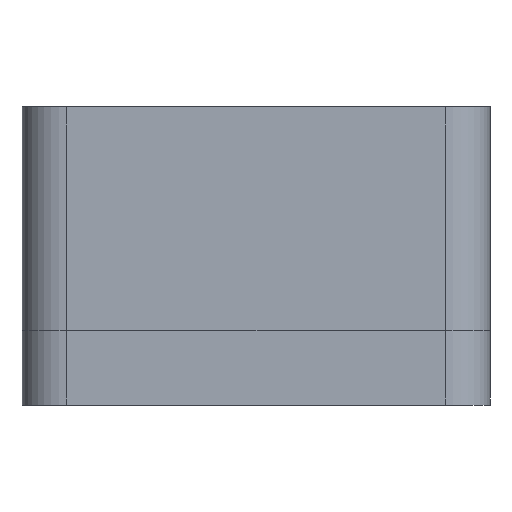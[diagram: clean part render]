
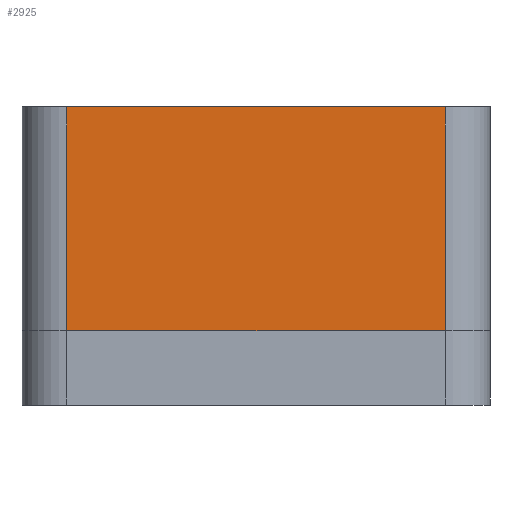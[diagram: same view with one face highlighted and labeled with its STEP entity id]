
A CAD part, left-side view. The second image highlights one B-rep face of the part: STEP entity #2925.
In plain terms, the highlighted planar face has unit normal (-1, 0, 0).
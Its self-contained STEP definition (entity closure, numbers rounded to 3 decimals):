
#269 = PLANE('',#270);
#270 = AXIS2_PLACEMENT_3D('',#271,#272,#273);
#271 = CARTESIAN_POINT('',(-104.5,-50.9,0.));
#272 = DIRECTION('',(-1.,0.,0.));
#273 = DIRECTION('',(0.,1.,0.));
#662 = VERTEX_POINT('',#663);
#663 = CARTESIAN_POINT('',(-104.5,-47.9,5.));
#699 = CYLINDRICAL_SURFACE('',#700,3.);
#700 = AXIS2_PLACEMENT_3D('',#701,#702,#703);
#701 = CARTESIAN_POINT('',(-101.5,-47.9,5.));
#702 = DIRECTION('',(0.,0.,1.));
#703 = DIRECTION('',(0.,-1.,0.));
#983 = EDGE_CURVE('',#662,#984,#986,.T.);
#984 = VERTEX_POINT('',#985);
#985 = CARTESIAN_POINT('',(-104.5,-22.5,5.));
#986 = SURFACE_CURVE('',#987,(#991,#998),.PCURVE_S1.);
#987 = LINE('',#988,#989);
#988 = CARTESIAN_POINT('',(-104.5,-50.9,5.));
#989 = VECTOR('',#990,1.);
#990 = DIRECTION('',(0.,1.,0.));
#991 = PCURVE('',#269,#992);
#992 = DEFINITIONAL_REPRESENTATION('',(#993),#997);
#993 = LINE('',#994,#995);
#994 = CARTESIAN_POINT('',(0.,-5.));
#995 = VECTOR('',#996,1.);
#996 = DIRECTION('',(1.,0.));
#997 = ( GEOMETRIC_REPRESENTATION_CONTEXT(2) 
PARAMETRIC_REPRESENTATION_CONTEXT() REPRESENTATION_CONTEXT('2D SPACE',''
  ) );
#998 = PCURVE('',#999,#1004);
#999 = PLANE('',#1000);
#1000 = AXIS2_PLACEMENT_3D('',#1001,#1002,#1003);
#1001 = CARTESIAN_POINT('',(-104.5,-50.9,5.));
#1002 = DIRECTION('',(-1.,0.,0.));
#1003 = DIRECTION('',(0.,1.,0.));
#1004 = DEFINITIONAL_REPRESENTATION('',(#1005),#1009);
#1005 = LINE('',#1006,#1007);
#1006 = CARTESIAN_POINT('',(0.,0.));
#1007 = VECTOR('',#1008,1.);
#1008 = DIRECTION('',(1.,0.));
#1009 = ( GEOMETRIC_REPRESENTATION_CONTEXT(2) 
PARAMETRIC_REPRESENTATION_CONTEXT() REPRESENTATION_CONTEXT('2D SPACE',''
  ) );
#1216 = CYLINDRICAL_SURFACE('',#1217,3.);
#1217 = AXIS2_PLACEMENT_3D('',#1218,#1219,#1220);
#1218 = CARTESIAN_POINT('',(-101.5,-22.5,5.));
#1219 = DIRECTION('',(0.,0.,1.));
#1220 = DIRECTION('',(0.,1.,0.));
#1898 = PLANE('',#1899);
#1899 = AXIS2_PLACEMENT_3D('',#1900,#1901,#1902);
#1900 = CARTESIAN_POINT('',(-82.338,-27.583,20.));
#1901 = DIRECTION('',(0.,0.,1.));
#1902 = DIRECTION('',(0.,1.,0.));
#2017 = EDGE_CURVE('',#662,#2018,#2020,.T.);
#2018 = VERTEX_POINT('',#2019);
#2019 = CARTESIAN_POINT('',(-104.5,-47.9,20.));
#2020 = SURFACE_CURVE('',#2021,(#2025,#2032),.PCURVE_S1.);
#2021 = LINE('',#2022,#2023);
#2022 = CARTESIAN_POINT('',(-104.5,-47.9,5.));
#2023 = VECTOR('',#2024,1.);
#2024 = DIRECTION('',(0.,0.,1.));
#2025 = PCURVE('',#699,#2026);
#2026 = DEFINITIONAL_REPRESENTATION('',(#2027),#2031);
#2027 = LINE('',#2028,#2029);
#2028 = CARTESIAN_POINT('',(-1.571,0.));
#2029 = VECTOR('',#2030,1.);
#2030 = DIRECTION('',(-0.,1.));
#2031 = ( GEOMETRIC_REPRESENTATION_CONTEXT(2) 
PARAMETRIC_REPRESENTATION_CONTEXT() REPRESENTATION_CONTEXT('2D SPACE',''
  ) );
#2032 = PCURVE('',#999,#2033);
#2033 = DEFINITIONAL_REPRESENTATION('',(#2034),#2038);
#2034 = LINE('',#2035,#2036);
#2035 = CARTESIAN_POINT('',(3.,0.));
#2036 = VECTOR('',#2037,1.);
#2037 = DIRECTION('',(0.,-1.));
#2038 = ( GEOMETRIC_REPRESENTATION_CONTEXT(2) 
PARAMETRIC_REPRESENTATION_CONTEXT() REPRESENTATION_CONTEXT('2D SPACE',''
  ) );
#2925 = ADVANCED_FACE('',(#2926),#999,.T.);
#2926 = FACE_BOUND('',#2927,.T.);
#2927 = EDGE_LOOP('',(#2928,#2951,#2972,#2973));
#2928 = ORIENTED_EDGE('',*,*,#2929,.T.);
#2929 = EDGE_CURVE('',#2018,#2930,#2932,.T.);
#2930 = VERTEX_POINT('',#2931);
#2931 = CARTESIAN_POINT('',(-104.5,-22.5,20.));
#2932 = SURFACE_CURVE('',#2933,(#2937,#2944),.PCURVE_S1.);
#2933 = LINE('',#2934,#2935);
#2934 = CARTESIAN_POINT('',(-104.5,-50.9,20.));
#2935 = VECTOR('',#2936,1.);
#2936 = DIRECTION('',(0.,1.,0.));
#2937 = PCURVE('',#999,#2938);
#2938 = DEFINITIONAL_REPRESENTATION('',(#2939),#2943);
#2939 = LINE('',#2940,#2941);
#2940 = CARTESIAN_POINT('',(0.,-15.));
#2941 = VECTOR('',#2942,1.);
#2942 = DIRECTION('',(1.,0.));
#2943 = ( GEOMETRIC_REPRESENTATION_CONTEXT(2) 
PARAMETRIC_REPRESENTATION_CONTEXT() REPRESENTATION_CONTEXT('2D SPACE',''
  ) );
#2944 = PCURVE('',#1898,#2945);
#2945 = DEFINITIONAL_REPRESENTATION('',(#2946),#2950);
#2946 = LINE('',#2947,#2948);
#2947 = CARTESIAN_POINT('',(-23.317,22.162));
#2948 = VECTOR('',#2949,1.);
#2949 = DIRECTION('',(1.,0.));
#2950 = ( GEOMETRIC_REPRESENTATION_CONTEXT(2) 
PARAMETRIC_REPRESENTATION_CONTEXT() REPRESENTATION_CONTEXT('2D SPACE',''
  ) );
#2951 = ORIENTED_EDGE('',*,*,#2952,.F.);
#2952 = EDGE_CURVE('',#984,#2930,#2953,.T.);
#2953 = SURFACE_CURVE('',#2954,(#2958,#2965),.PCURVE_S1.);
#2954 = LINE('',#2955,#2956);
#2955 = CARTESIAN_POINT('',(-104.5,-22.5,5.));
#2956 = VECTOR('',#2957,1.);
#2957 = DIRECTION('',(0.,0.,1.));
#2958 = PCURVE('',#999,#2959);
#2959 = DEFINITIONAL_REPRESENTATION('',(#2960),#2964);
#2960 = LINE('',#2961,#2962);
#2961 = CARTESIAN_POINT('',(28.4,0.));
#2962 = VECTOR('',#2963,1.);
#2963 = DIRECTION('',(0.,-1.));
#2964 = ( GEOMETRIC_REPRESENTATION_CONTEXT(2) 
PARAMETRIC_REPRESENTATION_CONTEXT() REPRESENTATION_CONTEXT('2D SPACE',''
  ) );
#2965 = PCURVE('',#1216,#2966);
#2966 = DEFINITIONAL_REPRESENTATION('',(#2967),#2971);
#2967 = LINE('',#2968,#2969);
#2968 = CARTESIAN_POINT('',(1.571,0.));
#2969 = VECTOR('',#2970,1.);
#2970 = DIRECTION('',(0.,1.));
#2971 = ( GEOMETRIC_REPRESENTATION_CONTEXT(2) 
PARAMETRIC_REPRESENTATION_CONTEXT() REPRESENTATION_CONTEXT('2D SPACE',''
  ) );
#2972 = ORIENTED_EDGE('',*,*,#983,.F.);
#2973 = ORIENTED_EDGE('',*,*,#2017,.T.);
